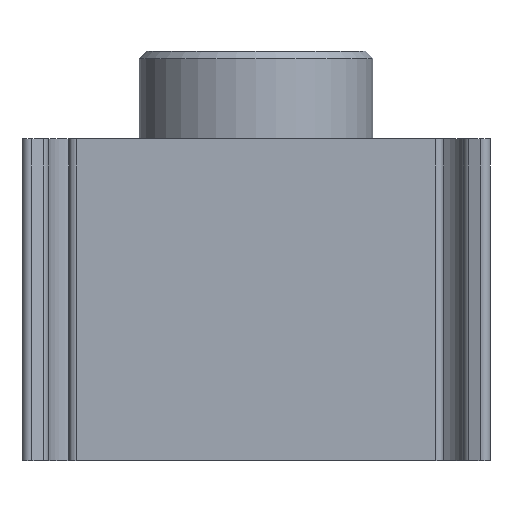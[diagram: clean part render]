
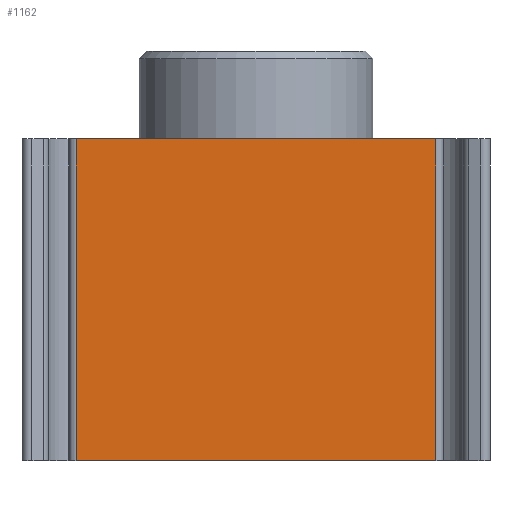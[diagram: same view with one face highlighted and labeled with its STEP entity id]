
A CAD part, front view. The second image highlights one B-rep face of the part: STEP entity #1162.
In plain terms, the highlighted face is planar.
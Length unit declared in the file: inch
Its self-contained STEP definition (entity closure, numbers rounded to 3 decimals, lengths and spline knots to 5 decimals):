
#199 = CARTESIAN_POINT ( 'NONE',  ( -1.03045, 0.02844, 1.61071 ) ) ;
#632 = ORIENTED_EDGE ( 'NONE', *, *, #2559, .T. ) ;
#900 = CARTESIAN_POINT ( 'NONE',  ( -1.03045, 0.02844, 0.37438 ) ) ;
#1045 = VECTOR ( 'NONE', #2896, 39.37008 ) ;
#1057 = VECTOR ( 'NONE', #3484, 39.37008 ) ;
#1162 = ADVANCED_FACE ( 'NONE', ( #1920 ), #4005, .F. ) ;
#1305 = LINE ( 'NONE', #1896, #4528 ) ;
#1401 = VERTEX_POINT ( 'NONE', #4176 ) ;
#1507 = CARTESIAN_POINT ( 'NONE',  ( -1.10341, 0.02844, 0.37438 ) ) ;
#1643 = DIRECTION ( 'NONE',  ( 0., -1., 0. ) ) ;
#1726 = VERTEX_POINT ( 'NONE', #3692 ) ;
#1849 = EDGE_CURVE ( 'NONE', #3881, #1401, #2187, .T. ) ;
#1896 = CARTESIAN_POINT ( 'NONE',  ( -0.54644, 0.02844, 0.80764 ) ) ;
#1920 = FACE_OUTER_BOUND ( 'NONE', #3887, .T. ) ;
#2187 = LINE ( 'NONE', #1507, #1057 ) ;
#2559 = EDGE_CURVE ( 'NONE', #4700, #1401, #2878, .T. ) ;
#2795 = ORIENTED_EDGE ( 'NONE', *, *, #5127, .F. ) ;
#2835 = CARTESIAN_POINT ( 'NONE',  ( -0.54644, 0.02844, 0.80764 ) ) ;
#2878 = LINE ( 'NONE', #4039, #1045 ) ;
#2896 = DIRECTION ( 'NONE',  ( 0., 0., -1. ) ) ;
#3202 = DIRECTION ( 'NONE',  ( 0., 0., -1. ) ) ;
#3435 = LINE ( 'NONE', #199, #4836 ) ;
#3484 = DIRECTION ( 'NONE',  ( 1., 0., 0. ) ) ;
#3517 = DIRECTION ( 'NONE',  ( -1., 0., 0. ) ) ;
#3692 = CARTESIAN_POINT ( 'NONE',  ( -1.03045, 0.02844, 0.80764 ) ) ;
#3881 = VERTEX_POINT ( 'NONE', #900 ) ;
#3887 = EDGE_LOOP ( 'NONE', ( #4348, #632, #5072, #2795 ) ) ;
#4005 = PLANE ( 'NONE',  #5120 ) ;
#4039 = CARTESIAN_POINT ( 'NONE',  ( -0.54644, 0.02844, 1.61071 ) ) ;
#4176 = CARTESIAN_POINT ( 'NONE',  ( -0.54644, 0.02844, 0.37438 ) ) ;
#4348 = ORIENTED_EDGE ( 'NONE', *, *, #5230, .F. ) ;
#4528 = VECTOR ( 'NONE', #3517, 39.37008 ) ;
#4700 = VERTEX_POINT ( 'NONE', #2835 ) ;
#4836 = VECTOR ( 'NONE', #5034, 39.37008 ) ;
#5034 = DIRECTION ( 'NONE',  ( 0., 0., -1. ) ) ;
#5072 = ORIENTED_EDGE ( 'NONE', *, *, #1849, .F. ) ;
#5120 = AXIS2_PLACEMENT_3D ( 'NONE', #5248, #1643, #3202 ) ;
#5127 = EDGE_CURVE ( 'NONE', #1726, #3881, #3435, .T. ) ;
#5230 = EDGE_CURVE ( 'NONE', #4700, #1726, #1305, .T. ) ;
#5248 = CARTESIAN_POINT ( 'NONE',  ( -1.03045, 0.02844, 1.61071 ) ) ;
